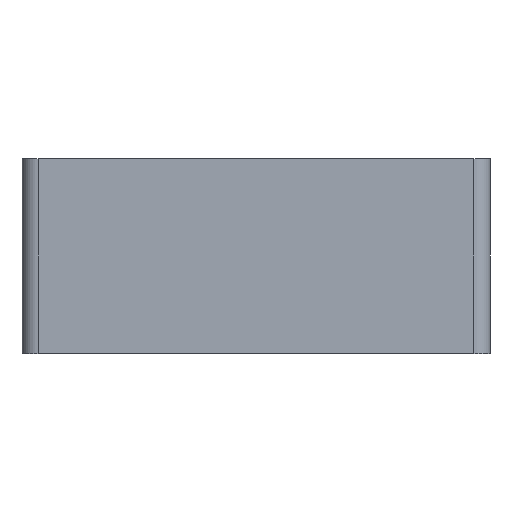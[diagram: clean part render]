
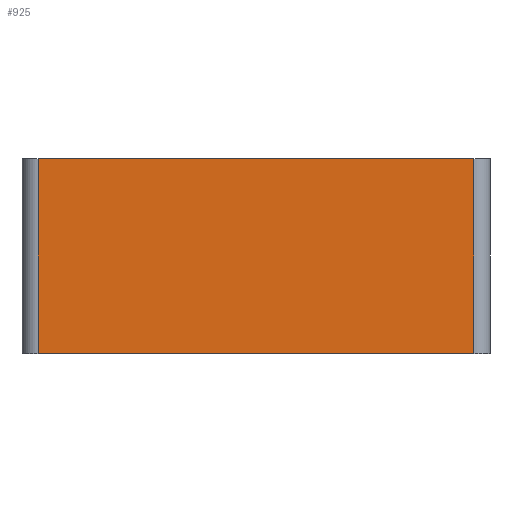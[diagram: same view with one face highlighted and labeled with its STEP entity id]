
A CAD part, left-side view. The second image highlights one B-rep face of the part: STEP entity #925.
In plain terms, the highlighted planar face has unit normal (-1, 0, 0).
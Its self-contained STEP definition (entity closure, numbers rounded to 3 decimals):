
#95 = AXIS2_PLACEMENT_3D ( 'NONE', #808, #1190, #1065 ) ;
#105 = CARTESIAN_POINT ( 'NONE',  ( -56.25, 69.5, 15. ) ) ;
#140 = ORIENTED_EDGE ( 'NONE', *, *, #1277, .F. ) ;
#170 = DIRECTION ( 'NONE',  ( 0., -1., 0. ) ) ;
#343 = ORIENTED_EDGE ( 'NONE', *, *, #1288, .T. ) ;
#355 = CARTESIAN_POINT ( 'NONE',  ( -56.25, 2.5, 15. ) ) ;
#363 = LINE ( 'NONE', #105, #408 ) ;
#391 = VERTEX_POINT ( 'NONE', #440 ) ;
#408 = VECTOR ( 'NONE', #1395, 1000. ) ;
#440 = CARTESIAN_POINT ( 'NONE',  ( -56.25, 2.5, -15. ) ) ;
#505 = CARTESIAN_POINT ( 'NONE',  ( -56.25, 72., -15. ) ) ;
#518 = VECTOR ( 'NONE', #765, 1000. ) ;
#536 = LINE ( 'NONE', #663, #518 ) ;
#618 = DIRECTION ( 'NONE',  ( 0., -1., 0. ) ) ;
#639 = CARTESIAN_POINT ( 'NONE',  ( -56.25, 69.5, -15. ) ) ;
#663 = CARTESIAN_POINT ( 'NONE',  ( -56.25, 2.5, 15. ) ) ;
#765 = DIRECTION ( 'NONE',  ( 0., 0., -1. ) ) ;
#808 = CARTESIAN_POINT ( 'NONE',  ( -56.25, 72., 15. ) ) ;
#890 = ORIENTED_EDGE ( 'NONE', *, *, #1185, .T. ) ;
#925 = ADVANCED_FACE ( 'NONE', ( #1104 ), #1182, .F. ) ;
#987 = EDGE_LOOP ( 'NONE', ( #343, #1353, #140, #890 ) ) ;
#1065 = DIRECTION ( 'NONE',  ( 0., 1., 0. ) ) ;
#1070 = VERTEX_POINT ( 'NONE', #1378 ) ;
#1104 = FACE_OUTER_BOUND ( 'NONE', #987, .T. ) ;
#1114 = VERTEX_POINT ( 'NONE', #639 ) ;
#1146 = EDGE_CURVE ( 'NONE', #1474, #391, #536, .T. ) ;
#1182 = PLANE ( 'NONE',  #95 ) ;
#1185 = EDGE_CURVE ( 'NONE', #1070, #1114, #363, .T. ) ;
#1190 = DIRECTION ( 'NONE',  ( 1., 0., 0. ) ) ;
#1277 = EDGE_CURVE ( 'NONE', #1070, #1474, #1484, .T. ) ;
#1288 = EDGE_CURVE ( 'NONE', #1114, #391, #1438, .T. ) ;
#1338 = CARTESIAN_POINT ( 'NONE',  ( -56.25, 72., 15. ) ) ;
#1353 = ORIENTED_EDGE ( 'NONE', *, *, #1146, .F. ) ;
#1378 = CARTESIAN_POINT ( 'NONE',  ( -56.25, 69.5, 15. ) ) ;
#1395 = DIRECTION ( 'NONE',  ( 0., 0., -1. ) ) ;
#1420 = VECTOR ( 'NONE', #618, 1000. ) ;
#1438 = LINE ( 'NONE', #505, #1420 ) ;
#1463 = VECTOR ( 'NONE', #170, 1000. ) ;
#1474 = VERTEX_POINT ( 'NONE', #355 ) ;
#1484 = LINE ( 'NONE', #1338, #1463 ) ;
